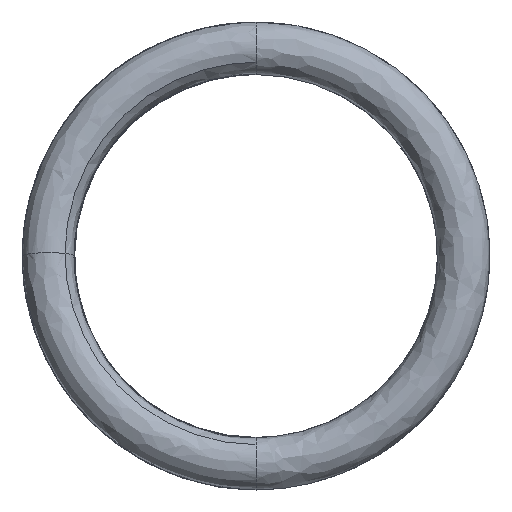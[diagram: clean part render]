
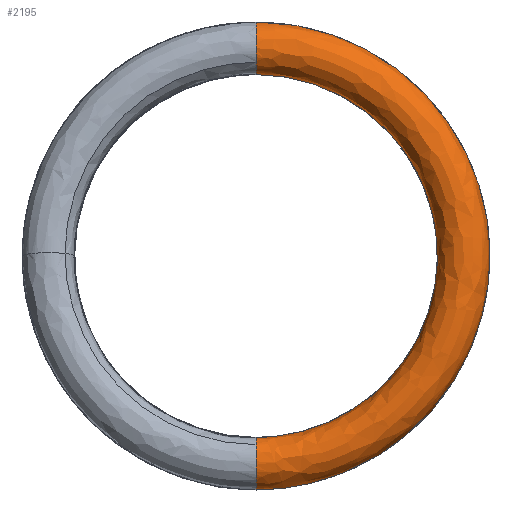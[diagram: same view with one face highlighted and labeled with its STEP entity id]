
A CAD part, left-side view. The second image highlights one B-rep face of the part: STEP entity #2195.
In plain terms, the highlighted free-form (B-spline) face has degree [2, 2] with [5, 5] control points.
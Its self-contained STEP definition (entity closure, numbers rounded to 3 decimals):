
#2195=ADVANCED_FACE('',(#3207),#3206,.T.);
#3206=( BOUNDED_SURFACE() B_SPLINE_SURFACE( 2,2,((#6876,#6877,#6878,#6879,#6880),(#6881,#6882,#6883,#6884,#6885),(#6886,#6887,#6888,#6889,#6890),(#6891,#6892,#6893,#6894,#6895),(#6896,#6897,#6898,#6899,#6900)), .UNSPECIFIED.,.F.,.F.,.F.) B_SPLINE_SURFACE_WITH_KNOTS((3,2,3),(3,2,3),(0.,1.571,3.142),(1.571,3.142,4.712), .UNSPECIFIED. ) GEOMETRIC_REPRESENTATION_ITEM() RATIONAL_B_SPLINE_SURFACE(((1.,0.707,1.,0.707,1.),(0.707,0.5,0.707,0.5,0.707),(1.,0.707,1.,0.707,1.),(0.707,0.5,0.707,0.5,0.707),(1.,0.707,1.,0.707,1.))) REPRESENTATION_ITEM('') SURFACE() );
#3207=FACE_OUTER_BOUND('',#6901,.T.);
#6876=CARTESIAN_POINT('',(-31.1,0.,4.));
#6877=CARTESIAN_POINT('',(-31.1,-4.,4.));
#6878=CARTESIAN_POINT('',(-31.1,-4.,0.));
#6879=CARTESIAN_POINT('',(-31.1,-4.,-4.));
#6880=CARTESIAN_POINT('',(-31.1,0.,-4.));
#6881=CARTESIAN_POINT('',(-31.55,0.,4.));
#6882=CARTESIAN_POINT('',(-31.55,-4.,4.));
#6883=CARTESIAN_POINT('',(-31.55,-4.,0.));
#6884=CARTESIAN_POINT('',(-31.55,-4.,-4.));
#6885=CARTESIAN_POINT('',(-31.55,0.,-4.));
#6886=CARTESIAN_POINT('',(-31.55,0.,3.55));
#6887=CARTESIAN_POINT('',(-31.55,-3.55,3.55));
#6888=CARTESIAN_POINT('',(-31.55,-3.55,0.));
#6889=CARTESIAN_POINT('',(-31.55,-3.55,-3.55));
#6890=CARTESIAN_POINT('',(-31.55,0.,-3.55));
#6891=CARTESIAN_POINT('',(-31.55,0.,3.1));
#6892=CARTESIAN_POINT('',(-31.55,-3.1,3.1));
#6893=CARTESIAN_POINT('',(-31.55,-3.1,0.));
#6894=CARTESIAN_POINT('',(-31.55,-3.1,-3.1));
#6895=CARTESIAN_POINT('',(-31.55,0.,-3.1));
#6896=CARTESIAN_POINT('',(-31.1,0.,3.1));
#6897=CARTESIAN_POINT('',(-31.1,-3.1,3.1));
#6898=CARTESIAN_POINT('',(-31.1,-3.1,0.));
#6899=CARTESIAN_POINT('',(-31.1,-3.1,-3.1));
#6900=CARTESIAN_POINT('',(-31.1,0.,-3.1));
#6901=EDGE_LOOP('',(#7305,#7306,#7307,#7308,#7309));
#7305=ORIENTED_EDGE('',*,*,#7311,.T.);
#7306=ORIENTED_EDGE('',*,*,#7512,.T.);
#7307=ORIENTED_EDGE('',*,*,#7319,.F.);
#7308=ORIENTED_EDGE('',*,*,#7317,.F.);
#7309=ORIENTED_EDGE('',*,*,#7513,.F.);
#7311=EDGE_CURVE('',#7515,#7514,#7522,.T.);
#7317=EDGE_CURVE('',#7557,#7564,#7565,.T.);
#7319=EDGE_CURVE('',#7564,#7577,#7578,.T.);
#7512=EDGE_CURVE('',#7514,#7577,#8830,.T.);
#7513=EDGE_CURVE('',#7515,#7557,#8836,.T.);
#7514=VERTEX_POINT('',#8842);
#7515=VERTEX_POINT('',#8843);
#7522=CIRCLE('',#8851,0.45);
#7557=VERTEX_POINT('',#8877);
#7564=VERTEX_POINT('',#8882);
#7565=(BOUNDED_CURVE() B_SPLINE_CURVE(3,(#8883,#8884,#8885,#8886,#8887,#8888),.UNSPECIFIED.,.F.,.F.) B_SPLINE_CURVE_WITH_KNOTS((4,2,4),(0.121,0.25,0.5),.UNSPECIFIED.) CURVE() GEOMETRIC_REPRESENTATION_ITEM() RATIONAL_B_SPLINE_CURVE((1.,1.,1.,1.,1.,1.)) REPRESENTATION_ITEM('') );
#7577=VERTEX_POINT('',#8895);
#7578=(BOUNDED_CURVE() B_SPLINE_CURVE(3,(#8896,#8897,#8898,#8899),.UNSPECIFIED.,.F.,.F.) B_SPLINE_CURVE_WITH_KNOTS((4,4),(0.5,0.621),.UNSPECIFIED.) CURVE() GEOMETRIC_REPRESENTATION_ITEM() RATIONAL_B_SPLINE_CURVE((1.,1.,1.,1.)) REPRESENTATION_ITEM('') );
#8830=(BOUNDED_CURVE() B_SPLINE_CURVE(2,(#10156,#10157,#10158,#10159,#10160),.UNSPECIFIED.,.F.,.F.) B_SPLINE_CURVE_WITH_KNOTS((3,2,3),(1.571,3.142,4.712),.UNSPECIFIED.) CURVE() GEOMETRIC_REPRESENTATION_ITEM() RATIONAL_B_SPLINE_CURVE((1.,0.707,1.,0.707,1.)) REPRESENTATION_ITEM('') );
#8836=(BOUNDED_CURVE() B_SPLINE_CURVE(2,(#10161,#10162,#10163,#10164,#10165),.UNSPECIFIED.,.F.,.F.) B_SPLINE_CURVE_WITH_KNOTS((3,2,3),(1.571,3.142,4.712),.UNSPECIFIED.) CURVE() GEOMETRIC_REPRESENTATION_ITEM() RATIONAL_B_SPLINE_CURVE((1.,0.707,1.,0.707,1.)) REPRESENTATION_ITEM('') );
#8842=CARTESIAN_POINT('',(-31.1,0.,3.1));
#8843=CARTESIAN_POINT('',(-31.1,0.,4.));
#8848=CARTESIAN_POINT('',(-31.1,0.,3.55));
#8849=DIRECTION('',(0.,-1.,0.));
#8850=DIRECTION('',(0.,0.,1.));
#8851=AXIS2_PLACEMENT_3D('',#8848,#8849,#8850);
#8877=CARTESIAN_POINT('',(-31.1,0.,-4.));
#8882=CARTESIAN_POINT('',(-31.411,0.,-3.224));
#8883=CARTESIAN_POINT('',(-31.1,0.,-4.));
#8884=CARTESIAN_POINT('',(-31.221,0.,-3.993));
#8885=CARTESIAN_POINT('',(-31.342,0.,-3.948));
#8886=CARTESIAN_POINT('',(-31.588,0.,-3.69));
#8887=CARTESIAN_POINT('',(-31.581,0.,-3.387));
#8888=CARTESIAN_POINT('',(-31.411,0.,-3.224));
#8895=CARTESIAN_POINT('',(-31.1,0.,-3.1));
#8896=CARTESIAN_POINT('',(-31.411,0.,-3.224));
#8897=CARTESIAN_POINT('',(-31.328,0.,-3.145));
#8898=CARTESIAN_POINT('',(-31.214,0.,-3.107));
#8899=CARTESIAN_POINT('',(-31.1,0.,-3.1));
#10156=CARTESIAN_POINT('',(-31.1,0.,3.1));
#10157=CARTESIAN_POINT('',(-31.1,-3.1,3.1));
#10158=CARTESIAN_POINT('',(-31.1,-3.1,0.));
#10159=CARTESIAN_POINT('',(-31.1,-3.1,-3.1));
#10160=CARTESIAN_POINT('',(-31.1,0.,-3.1));
#10161=CARTESIAN_POINT('',(-31.1,0.,4.));
#10162=CARTESIAN_POINT('',(-31.1,-4.,4.));
#10163=CARTESIAN_POINT('',(-31.1,-4.,0.));
#10164=CARTESIAN_POINT('',(-31.1,-4.,-4.));
#10165=CARTESIAN_POINT('',(-31.1,0.,-4.));
